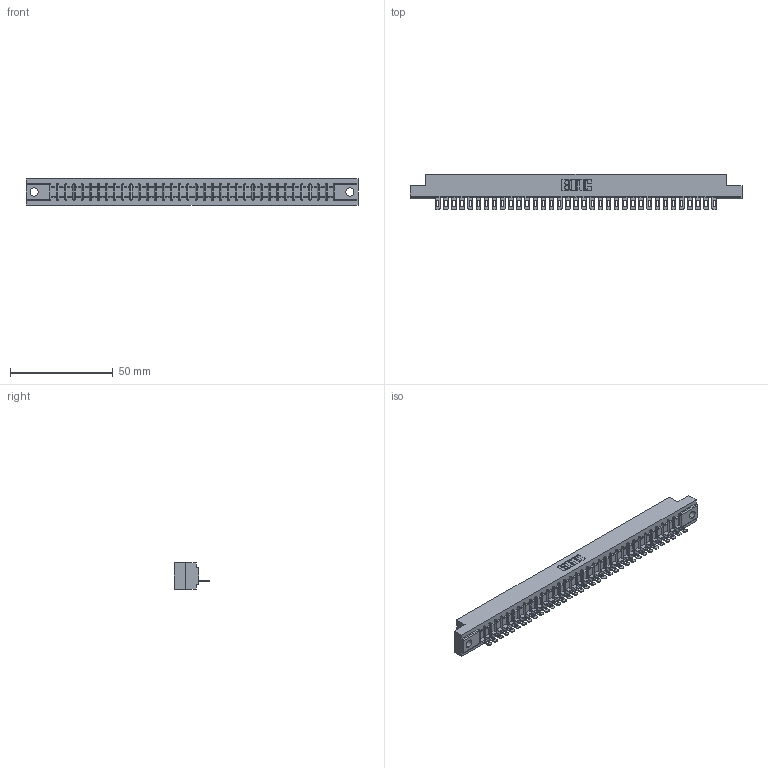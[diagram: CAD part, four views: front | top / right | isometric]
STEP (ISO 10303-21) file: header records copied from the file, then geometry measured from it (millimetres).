
FILE_DESCRIPTION (( 'STEP AP203' ), '1' );
FILE_NAME ('307-035-401-102.STEP', '2020-09-28T23:11:22', ( '' ), ( '' ), 'SwSTEP 2.0', 'SolidWorks 2020', '' );
FILE_SCHEMA (( 'CONFIG_CONTROL_DESIGN' ));
Length unit declared in the file: inch
Products named in the file (3): 307 Part_.128 Dia Mounting Holes; 307-290-002_501; 307-035-401-102
Assembly tree (36 placements, depth 2):
  307-035-401-102
    307 Part_.128 Dia Mounting Holes
    307-290-002_501  x35
Bounding box: 161.7 x 17.42 x 12.7 mm (x, y, z)
Volume: 17194 mm3; surface area: 21505.6 mm2
Topology: 36 solids, 36 shells, 2814 faces, 8653 edges, 5670 vertices
Faces by surface type: plane 1610, cylinder 1132, sphere 72
Entity records: 31664 total; most frequent: CARTESIAN_POINT 5340, ORIENTED_EDGE 5330, DIRECTION 5195, EDGE_CURVE 2665, LINE 2033, VECTOR 2033, VERTEX_POINT 1726, AXIS2_PLACEMENT_3D 1581
